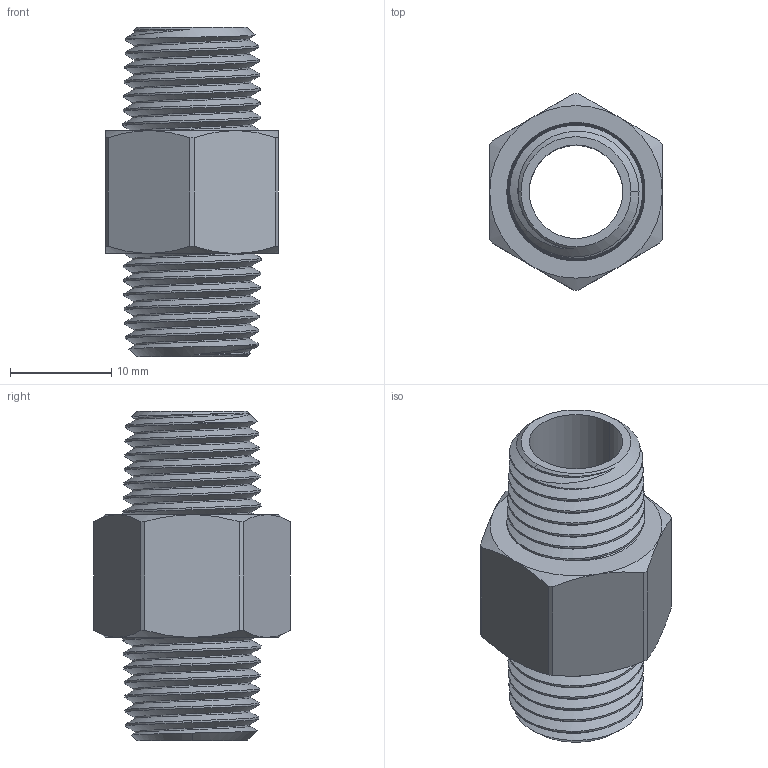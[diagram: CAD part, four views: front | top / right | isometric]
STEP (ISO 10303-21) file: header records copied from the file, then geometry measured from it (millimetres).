
FILE_DESCRIPTION (( 'STEP AP203' ), '1' );
FILE_NAME ('4464K721_304 Stainless Steel Threaded Pipe Fitting.STEP', '2021-07-08T22:50:16', ( 'Administrator' ), ( 'Managed by Terraform' ), 'SwSTEP 2.0', 'SolidWorks 2017', '' );
FILE_SCHEMA (( 'CONFIG_CONTROL_DESIGN' ));
Length unit declared in the file: inch
Products named in the file (1): 4464K721_304 Stainless Steel Threaded Pipe Fitting
Bounding box: 17.07 x 19.45 x 32.54 mm (x, y, z)
Volume: 3364.5 mm3; surface area: 3307.8 mm2
Topology: 1 solids, 1 shells, 68 faces, 183 edges, 119 vertices
Faces by surface type: cone 44, plane 10, cylinder 8, bspline 6
Entity records: 12796 total; most frequent: CARTESIAN_POINT 11197, ORIENTED_EDGE 366, DIRECTION 242, EDGE_CURVE 183, VERTEX_POINT 119, B_SPLINE_CURVE_WITH_KNOTS 103, AXIS2_PLACEMENT_3D 99, EDGE_LOOP 72
